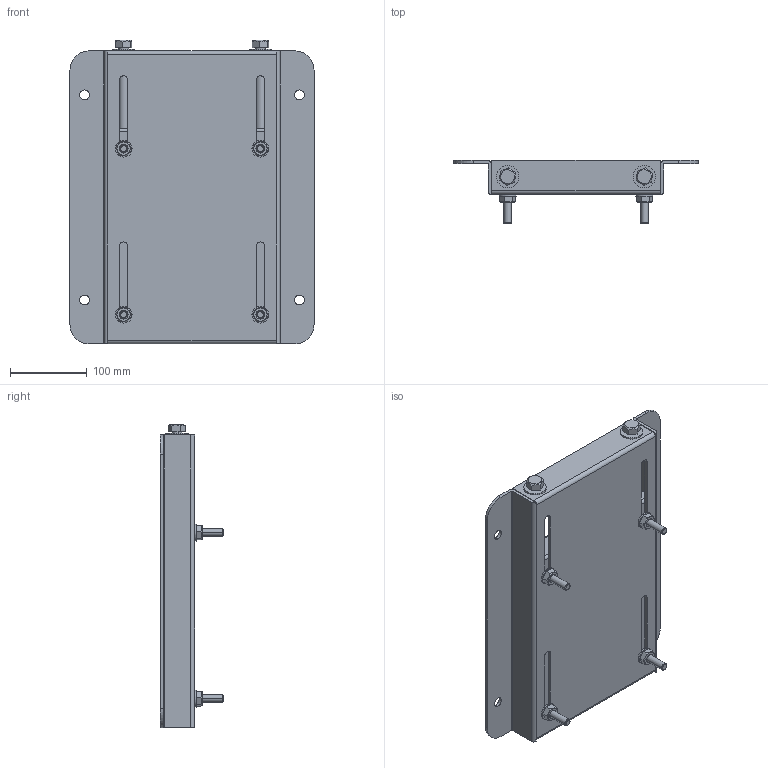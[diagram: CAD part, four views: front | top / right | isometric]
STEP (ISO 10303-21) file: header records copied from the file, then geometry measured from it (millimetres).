
FILE_DESCRIPTION (( 'STEP AP214' ), '1' );
FILE_NAME ('W215T.STEP', '2021-05-04T20:11:09', ( '' ), ( '' ), 'SwSTEP 2.0', 'SolidWorks 2017', '' );
FILE_SCHEMA (( 'AUTOMOTIVE_DESIGN' ));
Length unit declared in the file: inch
Products named in the file (1): W215T
Bounding box: 317.5 x 82.2 x 395 mm (x, y, z)
Volume: 909869.1 mm3; surface area: 507126.9 mm2
Topology: 22 solids, 22 shells, 354 faces, 864 edges, 560 vertices
Faces by surface type: plane 178, cylinder 104, cone 72
Entity records: 16229 total; most frequent: CARTESIAN_POINT 2843, DIRECTION 1754, ORIENTED_EDGE 1728, EDGE_CURVE 864, AXIS2_PLACEMENT_3D 647, VERTEX_POINT 560, VECTOR 460, LINE 460
